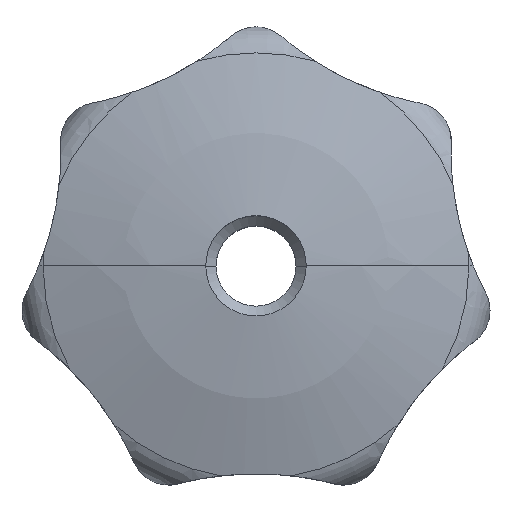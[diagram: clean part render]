
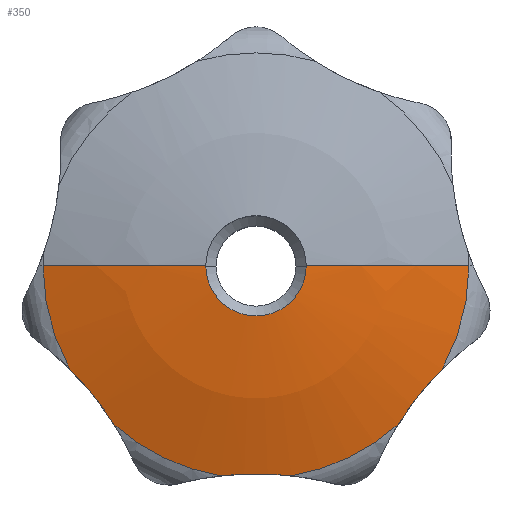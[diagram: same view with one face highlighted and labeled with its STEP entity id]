
A CAD part, top view. The second image highlights one B-rep face of the part: STEP entity #350.
In plain terms, the highlighted spherical face has radius 70 mm.
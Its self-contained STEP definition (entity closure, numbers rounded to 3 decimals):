
#350=ADVANCED_FACE('',(#902),#903,.T.);
#366=VERTEX_POINT('',#921);
#392=EDGE_CURVE('',#780,#812,#949,.T.);
#398=EDGE_CURVE('',#464,#700,#955,.T.);
#464=VERTEX_POINT('',#1025);
#482=VERTEX_POINT('',#1043);
#496=VERTEX_POINT('',#1057);
#518=EDGE_CURVE('',#690,#570,#1083,.T.);
#556=VERTEX_POINT('',#1127);
#570=VERTEX_POINT('',#1143);
#606=EDGE_CURVE('',#366,#812,#1181,.T.);
#608=EDGE_CURVE('',#496,#366,#1183,.T.);
#610=EDGE_CURVE('',#570,#496,#1185,.T.);
#650=EDGE_CURVE('',#556,#482,#1229,.T.);
#690=VERTEX_POINT('',#1274);
#696=EDGE_CURVE('',#780,#700,#1280,.T.);
#700=VERTEX_POINT('',#1284);
#752=EDGE_CURVE('',#464,#556,#1342,.T.);
#772=EDGE_CURVE('',#482,#690,#1363,.T.);
#780=VERTEX_POINT('',#1372);
#812=VERTEX_POINT('',#1406);
#902=FACE_OUTER_BOUND('',#1524,.T.);
#903=SPHERICAL_SURFACE('',#1525,70.);
#921=CARTESIAN_POINT('',(19.479,-10.8,28.362));
#949=CIRCLE('',#1617,70.);
#955=CIRCLE('',#1624,70.);
#1025=CARTESIAN_POINT('',(-22.273,0.,28.362));
#1043=CARTESIAN_POINT('',(-14.864,-16.588,28.362));
#1057=CARTESIAN_POINT('',(14.864,-16.588,28.362));
#1083=B_SPLINE_CURVE_WITH_KNOTS('',3,(#1945,#1946,#1947,#1948,#1949,#1950,#1951,#1952,#1953,#1954),.UNSPECIFIED.,.F.,.F.,(4,2,2,2,4),(51.423,52.374,55.077,57.781,58.731),.UNSPECIFIED.);
#1127=CARTESIAN_POINT('',(-19.479,-10.8,28.362));
#1143=CARTESIAN_POINT('',(3.701,-21.963,28.362));
#1181=CIRCLE('',#2120,22.273);
#1183=B_SPLINE_CURVE_WITH_KNOTS('',3,(#2123,#2124,#2125,#2126,#2127,#2128,#2129,#2130,#2131,#2132),.UNSPECIFIED.,.F.,.F.,(4,2,2,2,4),(51.423,52.374,55.077,57.781,58.731),.UNSPECIFIED.);
#1185=CIRCLE('',#2135,22.273);
#1229=B_SPLINE_CURVE_WITH_KNOTS('',3,(#2211,#2212,#2213,#2214,#2215,#2216,#2217,#2218,#2219,#2220),.UNSPECIFIED.,.F.,.F.,(4,2,2,2,4),(51.423,52.374,55.077,57.781,58.731),.UNSPECIFIED.);
#1274=CARTESIAN_POINT('',(-3.701,-21.963,28.362));
#1280=CIRCLE('',#2340,5.25);
#1284=CARTESIAN_POINT('',(-5.25,0.,31.803));
#1342=CIRCLE('',#2472,22.273);
#1363=CIRCLE('',#2518,22.273);
#1372=CARTESIAN_POINT('',(5.25,0.,31.803));
#1406=CARTESIAN_POINT('',(22.273,0.,28.362));
#1524=EDGE_LOOP('',(#2690,#2691,#2692,#2693,#2694,#2695,#2696,#2697,#2698,#2699));
#1525=AXIS2_PLACEMENT_3D('',#2700,#2701,#2702);
#1617=AXIS2_PLACEMENT_3D('',#2747,#2748,#2749);
#1624=AXIS2_PLACEMENT_3D('',#2750,#2751,#2752);
#1945=CARTESIAN_POINT('',(-3.701,-21.963,28.362));
#1946=CARTESIAN_POINT('',(-3.378,-21.925,28.393));
#1947=CARTESIAN_POINT('',(-3.055,-21.893,28.419));
#1948=CARTESIAN_POINT('',(-1.815,-21.786,28.505));
#1949=CARTESIAN_POINT('',(-0.901,-21.748,28.536));
#1950=CARTESIAN_POINT('',(0.901,-21.748,28.536));
#1951=CARTESIAN_POINT('',(1.815,-21.786,28.505));
#1952=CARTESIAN_POINT('',(3.055,-21.893,28.419));
#1953=CARTESIAN_POINT('',(3.378,-21.925,28.393));
#1954=CARTESIAN_POINT('',(3.701,-21.963,28.362));
#2120=AXIS2_PLACEMENT_3D('',#2985,#2986,#2987);
#2123=CARTESIAN_POINT('',(14.864,-16.588,28.362));
#2124=CARTESIAN_POINT('',(15.036,-16.312,28.393));
#2125=CARTESIAN_POINT('',(15.212,-16.039,28.419));
#2126=CARTESIAN_POINT('',(15.902,-15.003,28.505));
#2127=CARTESIAN_POINT('',(16.442,-14.264,28.536));
#2128=CARTESIAN_POINT('',(17.565,-12.855,28.536));
#2129=CARTESIAN_POINT('',(18.165,-12.165,28.505));
#2130=CARTESIAN_POINT('',(19.021,-11.261,28.419));
#2131=CARTESIAN_POINT('',(19.248,-11.029,28.393));
#2132=CARTESIAN_POINT('',(19.479,-10.8,28.362));
#2135=AXIS2_PLACEMENT_3D('',#2988,#2989,#2990);
#2211=CARTESIAN_POINT('',(-19.479,-10.8,28.362));
#2212=CARTESIAN_POINT('',(-19.248,-11.029,28.393));
#2213=CARTESIAN_POINT('',(-19.021,-11.261,28.419));
#2214=CARTESIAN_POINT('',(-18.165,-12.165,28.505));
#2215=CARTESIAN_POINT('',(-17.565,-12.855,28.536));
#2216=CARTESIAN_POINT('',(-16.442,-14.264,28.536));
#2217=CARTESIAN_POINT('',(-15.902,-15.003,28.505));
#2218=CARTESIAN_POINT('',(-15.212,-16.039,28.419));
#2219=CARTESIAN_POINT('',(-15.036,-16.312,28.393));
#2220=CARTESIAN_POINT('',(-14.864,-16.588,28.362));
#2340=AXIS2_PLACEMENT_3D('',#3075,#3076,#3077);
#2472=AXIS2_PLACEMENT_3D('',#3142,#3143,#3144);
#2518=AXIS2_PLACEMENT_3D('',#3160,#3161,#3162);
#2690=ORIENTED_EDGE('',*,*,#392,.F.);
#2691=ORIENTED_EDGE('',*,*,#696,.T.);
#2692=ORIENTED_EDGE('',*,*,#398,.F.);
#2693=ORIENTED_EDGE('',*,*,#752,.T.);
#2694=ORIENTED_EDGE('',*,*,#650,.T.);
#2695=ORIENTED_EDGE('',*,*,#772,.T.);
#2696=ORIENTED_EDGE('',*,*,#518,.T.);
#2697=ORIENTED_EDGE('',*,*,#610,.T.);
#2698=ORIENTED_EDGE('',*,*,#608,.T.);
#2699=ORIENTED_EDGE('',*,*,#606,.T.);
#2700=CARTESIAN_POINT('',(0.,0.,-38.));
#2701=DIRECTION('',(0.,0.,1.0));
#2702=DIRECTION('',(-1.0,0.,0.0));
#2747=CARTESIAN_POINT('',(0.,0.,-38.));
#2748=DIRECTION('',(0.,1.0,0.));
#2749=DIRECTION('',(0.0,0.,-1.0));
#2750=CARTESIAN_POINT('',(0.,0.,-38.));
#2751=DIRECTION('',(0.,1.0,0.));
#2752=DIRECTION('',(0.0,0.,-1.0));
#2985=CARTESIAN_POINT('',(0.,0.,28.362));
#2986=DIRECTION('',(0.,0.,1.0));
#2987=DIRECTION('',(1.0,0.,0.));
#2988=CARTESIAN_POINT('',(0.,0.,28.362));
#2989=DIRECTION('',(0.,0.,1.0));
#2990=DIRECTION('',(1.0,0.,0.));
#3075=CARTESIAN_POINT('',(0.,0.,31.803));
#3076=DIRECTION('',(0.,0.,-1.0));
#3077=DIRECTION('',(1.0,0.,0.));
#3142=CARTESIAN_POINT('',(0.,0.,28.362));
#3143=DIRECTION('',(0.,0.,1.0));
#3144=DIRECTION('',(1.0,0.,0.));
#3160=CARTESIAN_POINT('',(0.,0.,28.362));
#3161=DIRECTION('',(0.,0.,1.0));
#3162=DIRECTION('',(1.0,0.,0.));
